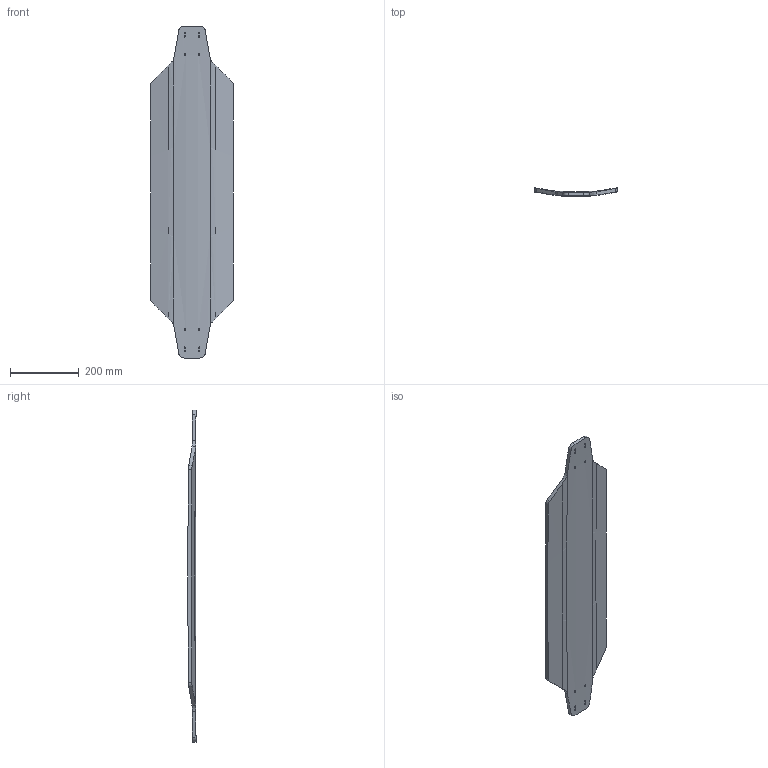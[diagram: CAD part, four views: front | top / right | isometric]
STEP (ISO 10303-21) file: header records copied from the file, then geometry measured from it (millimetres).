
FILE_DESCRIPTION(/* description */ (''),/* implementation_level */ '2;1');
FILE_NAME(/* name */ 'fuselage.stp',/* time_stamp */ '2025-06-17T23:32:49-07:00',/* author */ ('devan'),/* organization */ (''),/* preprocessor_version */ 'ST-DEVELOPER v20',/* originating_system */ 'Autodesk Inventor 2025',/* authorisation */ '');
FILE_SCHEMA (('AUTOMOTIVE_DESIGN { 1 0 10303 214 3 1 1 }'));
Length unit declared in the file: millimetre
Products named in the file (1): 36
Bounding box: 240 x 23.85 x 965.2 mm (x, y, z)
Volume: 1904444.3 mm3; surface area: 435323.1 mm2
Topology: 1 solids, 10 shells, 100 faces, 264 edges, 184 vertices
Faces by surface type: plane 48, cylinder 44, cone 4, torus 4
Full cylindrical faces by diameter (mm): 5 x12
Entity records: 4185 total; most frequent: CARTESIAN_POINT 1713, ORIENTED_EDGE 528, DIRECTION 442, EDGE_CURVE 264, VERTEX_POINT 184, AXIS2_PLACEMENT_3D 165, EDGE_LOOP 124, LINE 112
